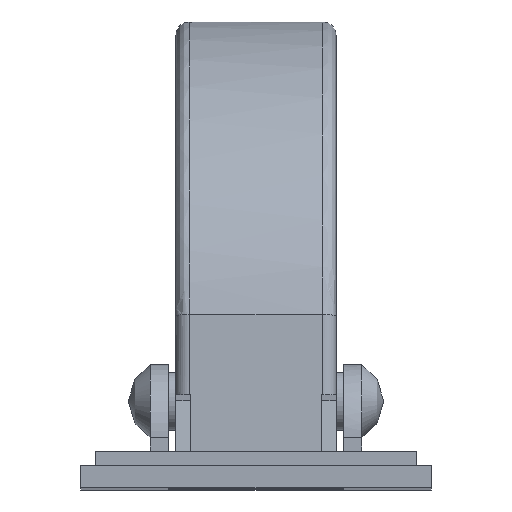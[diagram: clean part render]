
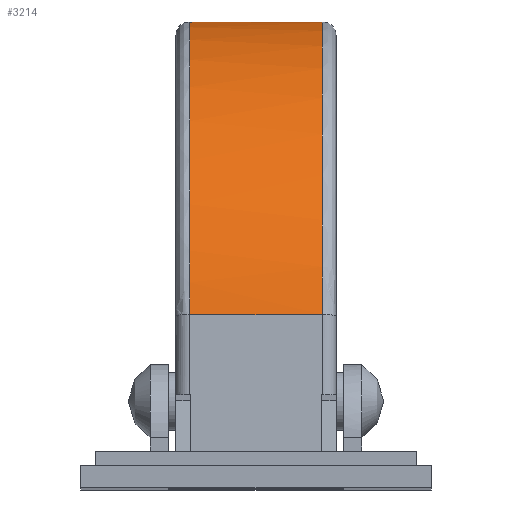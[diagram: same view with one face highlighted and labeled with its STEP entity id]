
A CAD part, top view. The second image highlights one B-rep face of the part: STEP entity #3214.
In plain terms, the highlighted free-form (B-spline) face has degree [1, 2] with [2, 5] control points.
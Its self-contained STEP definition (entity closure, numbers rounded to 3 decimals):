
#2433=CARTESIAN_POINT('',(11.906,4.55,-25.32));
#2434=VERTEX_POINT('',#2433);
#2520=CARTESIAN_POINT('',(11.898,4.55,25.322));
#2521=VERTEX_POINT('',#2520);
#2552=CARTESIAN_POINT('',(11.906,4.55,-25.32));
#2553=CARTESIAN_POINT('',(32.003,4.55,-20.633));
#2554=CARTESIAN_POINT('',(32.,4.55,0.004));
#2555=CARTESIAN_POINT('',(31.997,4.55,20.64));
#2556=CARTESIAN_POINT('',(11.898,4.55,25.322));
#2564=(BOUNDED_CURVE()B_SPLINE_CURVE(2,(#2552,#2553,#2554,#2555,#2556),.UNSPECIFIED.,.F.,.U.)B_SPLINE_CURVE_WITH_KNOTS((3,2,3),(0.0,0.5,1.0),.UNSPECIFIED.)CURVE()GEOMETRIC_REPRESENTATION_ITEM()RATIONAL_B_SPLINE_CURVE((1.0,0.783,1.0,0.783,1.0))REPRESENTATION_ITEM(''));
#2565=EDGE_CURVE('',#2434,#2521,#2564,.T.);
#2859=CARTESIAN_POINT('',(11.906,-4.55,-25.32));
#2860=VERTEX_POINT('',#2859);
#2946=CARTESIAN_POINT('',(11.898,-4.55,25.322));
#2947=VERTEX_POINT('',#2946);
#2996=CARTESIAN_POINT('',(11.898,-4.55,25.322));
#2997=CARTESIAN_POINT('',(31.997,-4.55,20.64));
#2998=CARTESIAN_POINT('',(32.,-4.55,0.004));
#2999=CARTESIAN_POINT('',(32.003,-4.55,-20.633));
#3000=CARTESIAN_POINT('',(11.906,-4.55,-25.32));
#3008=(BOUNDED_CURVE()B_SPLINE_CURVE(2,(#2996,#2997,#2998,#2999,#3000),.UNSPECIFIED.,.F.,.U.)B_SPLINE_CURVE_WITH_KNOTS((3,2,3),(0.0,0.5,1.0),.UNSPECIFIED.)CURVE()GEOMETRIC_REPRESENTATION_ITEM()RATIONAL_B_SPLINE_CURVE((1.0,0.783,1.0,0.783,1.0))REPRESENTATION_ITEM(''));
#3009=EDGE_CURVE('',#2947,#2860,#3008,.T.);
#3169=CARTESIAN_POINT('',(11.906,4.55,-25.32));
#3170=CARTESIAN_POINT('',(11.906,-4.55,-25.32));
#3171=QUASI_UNIFORM_CURVE('',1,(#3169,#3170),.UNSPECIFIED.,.F.,.U.);
#3172=EDGE_CURVE('',#2434,#2860,#3171,.T.);
#3186=CARTESIAN_POINT('',(11.234,4.777,25.468));
#3187=CARTESIAN_POINT('',(11.234,-4.783,25.468));
#3188=CARTESIAN_POINT('',(32.228,4.777,21.154));
#3189=CARTESIAN_POINT('',(32.228,-4.783,21.154));
#3190=CARTESIAN_POINT('',(31.999,4.777,-0.278));
#3191=CARTESIAN_POINT('',(31.999,-4.783,-0.278));
#3192=CARTESIAN_POINT('',(31.769,4.777,-21.709));
#3193=CARTESIAN_POINT('',(31.769,-4.783,-21.709));
#3194=CARTESIAN_POINT('',(10.688,4.777,-25.574));
#3195=CARTESIAN_POINT('',(10.688,-4.783,-25.574));
#3203=(BOUNDED_SURFACE()B_SPLINE_SURFACE(1,2,((#3186,#3188,#3190,#3192,#3194),(#3187,#3189,#3191,#3193,#3195)),.UNSPECIFIED.,.F.,.F.,.U.)B_SPLINE_SURFACE_WITH_KNOTS((2,2),(3,2,3),(0.0,9.561),(0.0,37.34,74.68),.UNSPECIFIED.)GEOMETRIC_REPRESENTATION_ITEM()RATIONAL_B_SPLINE_SURFACE(((1.0,0.772,1.0,0.772,1.0),(1.0,0.772,1.0,0.772,1.0)))REPRESENTATION_ITEM('')SURFACE());
#3204=ORIENTED_EDGE('',*,*,#3172,.F.);
#3205=ORIENTED_EDGE('',*,*,#2565,.T.);
#3206=CARTESIAN_POINT('',(11.898,4.55,25.322));
#3207=CARTESIAN_POINT('',(11.898,-4.55,25.322));
#3208=QUASI_UNIFORM_CURVE('',1,(#3206,#3207),.UNSPECIFIED.,.F.,.U.);
#3209=EDGE_CURVE('',#2521,#2947,#3208,.T.);
#3210=ORIENTED_EDGE('',*,*,#3209,.T.);
#3211=ORIENTED_EDGE('',*,*,#3009,.T.);
#3212=EDGE_LOOP('',(#3204,#3205,#3210,#3211));
#3213=FACE_OUTER_BOUND('',#3212,.T.);
#3214=ADVANCED_FACE('',(#3213),#3203,.T.);
